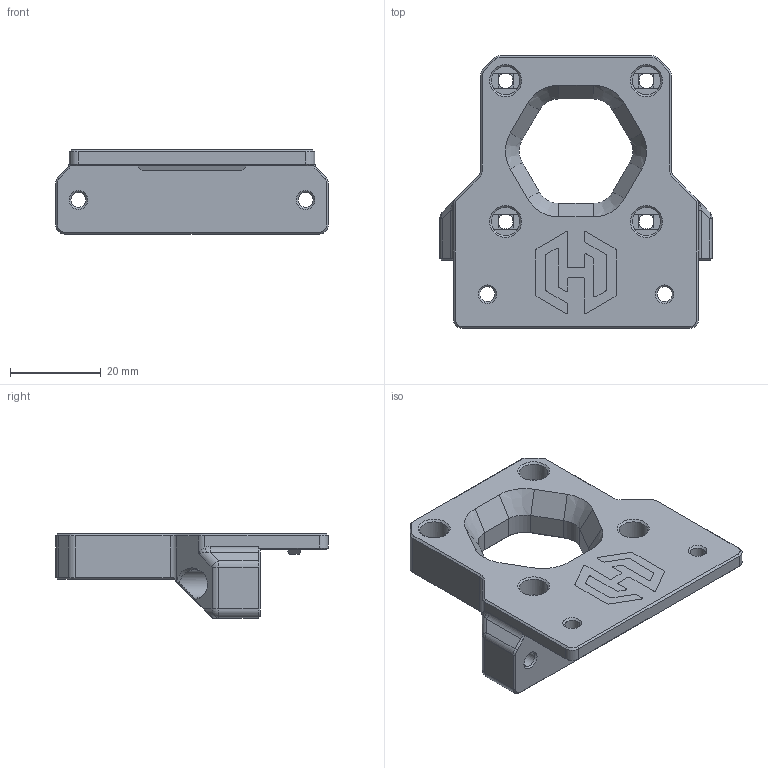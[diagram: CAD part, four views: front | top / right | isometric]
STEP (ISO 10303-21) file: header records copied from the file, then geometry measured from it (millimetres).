
FILE_DESCRIPTION(/* description */ (''),/* implementation_level */ '2;1');
FILE_NAME(/* name */ 'Rear Z Motor Mount MMU.step',/* time_stamp */ '2023-12-09T14:12:31Z',/* author */ (''),/* organization */ (''),/* preprocessor_version */ 'ST-DEVELOPER v20',/* originating_system */ 'Autodesk Translation Framework v12.14.0.127',/* authorisation */ '');
FILE_SCHEMA (('AUTOMOTIVE_DESIGN { 1 0 10303 214 3 1 1 }'));
Length unit declared in the file: millimetre
Products named in the file (3): Rear Z Motor Mount MMU; rear_z_motor_mount_body; [a]_logo_accent
Assembly tree (2 placements, depth 2):
  Rear Z Motor Mount MMU
    rear_z_motor_mount_body
    [a]_logo_accent
Bounding box: 60 x 60 x 18.5 mm (x, y, z)
Volume: 20325.3 mm3; surface area: 10089.4 mm2
Topology: 2 solids, 2 shells, 334 faces, 860 edges, 530 vertices
Faces by surface type: plane 180, cylinder 90, cone 52, bspline 8, sphere 4
Full cylindrical faces by diameter (mm): 3.3 x8, 6.25 x6
Entity records: 10475 total; most frequent: CARTESIAN_POINT 2131, DIRECTION 1760, ORIENTED_EDGE 1716, EDGE_CURVE 858, AXIS2_PLACEMENT_3D 599, LINE 562, VECTOR 562, VERTEX_POINT 530
